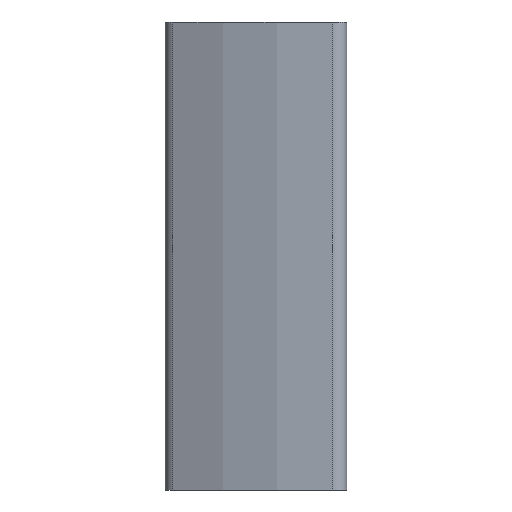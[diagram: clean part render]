
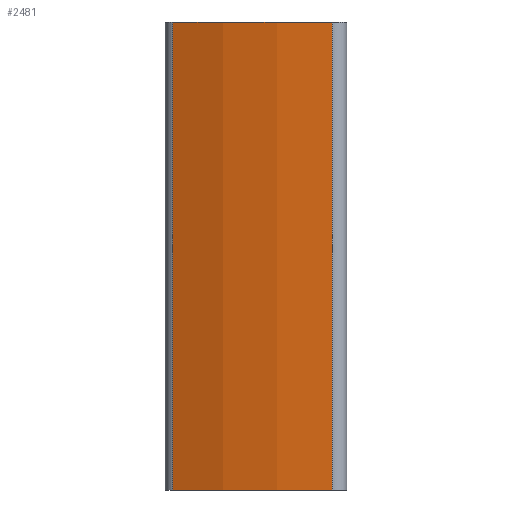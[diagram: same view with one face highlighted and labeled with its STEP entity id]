
A CAD part, left-side view. The second image highlights one B-rep face of the part: STEP entity #2481.
In plain terms, the highlighted cylindrical face has radius 80 mm (diameter 160 mm), a partial arc.
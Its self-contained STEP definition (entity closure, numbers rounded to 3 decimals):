
#193=FACE_OUTER_BOUND('',#323,.T.);
#323=EDGE_LOOP('',(#2273,#2274,#2275,#2276));
#526=LINE('',#4235,#746);
#530=LINE('',#4244,#750);
#746=VECTOR('',#3454,100.);
#750=VECTOR('',#3468,100.);
#782=CIRCLE('',#2505,80.);
#866=CIRCLE('',#2592,80.);
#948=VERTEX_POINT('',#3607);
#949=VERTEX_POINT('',#3609);
#1086=VERTEX_POINT('',#3889);
#1087=VERTEX_POINT('',#3891);
#1197=EDGE_CURVE('',#949,#948,#782,.T.);
#1338=EDGE_CURVE('',#1086,#1087,#866,.T.);
#1518=EDGE_CURVE('',#949,#1086,#526,.T.);
#1522=EDGE_CURVE('',#1087,#948,#530,.T.);
#2273=ORIENTED_EDGE('',*,*,#1518,.F.);
#2274=ORIENTED_EDGE('',*,*,#1197,.T.);
#2275=ORIENTED_EDGE('',*,*,#1522,.F.);
#2276=ORIENTED_EDGE('',*,*,#1338,.F.);
#2356=CYLINDRICAL_SURFACE('',#2761,80.);
#2481=ADVANCED_FACE('',(#193),#2356,.T.);
#2505=AXIS2_PLACEMENT_3D('',#3610,#2820,#2821);
#2592=AXIS2_PLACEMENT_3D('',#3892,#3051,#3052);
#2761=AXIS2_PLACEMENT_3D('',#4286,#3537,#3538);
#2820=DIRECTION('center_axis',(0.,0.,1.));
#2821=DIRECTION('ref_axis',(-0.866,0.5,0.));
#3051=DIRECTION('center_axis',(0.,0.,1.));
#3052=DIRECTION('ref_axis',(-0.866,0.5,0.));
#3454=DIRECTION('',(0.,0.,1.));
#3468=DIRECTION('',(0.,0.,-1.));
#3537=DIRECTION('center_axis',(0.,0.,1.));
#3538=DIRECTION('ref_axis',(-0.866,0.5,0.));
#3607=CARTESIAN_POINT('',(-79.939,3.117,0.));
#3609=CARTESIAN_POINT('',(-70.788,37.27,0.));
#3610=CARTESIAN_POINT('Origin',(0.,0.,0.));
#3889=CARTESIAN_POINT('',(-70.788,37.27,100.));
#3891=CARTESIAN_POINT('',(-79.939,3.117,100.));
#3892=CARTESIAN_POINT('Origin',(0.,0.,100.));
#4235=CARTESIAN_POINT('',(-70.788,37.27,0.));
#4244=CARTESIAN_POINT('',(-79.939,3.117,0.));
#4286=CARTESIAN_POINT('Origin',(0.,0.,0.));
